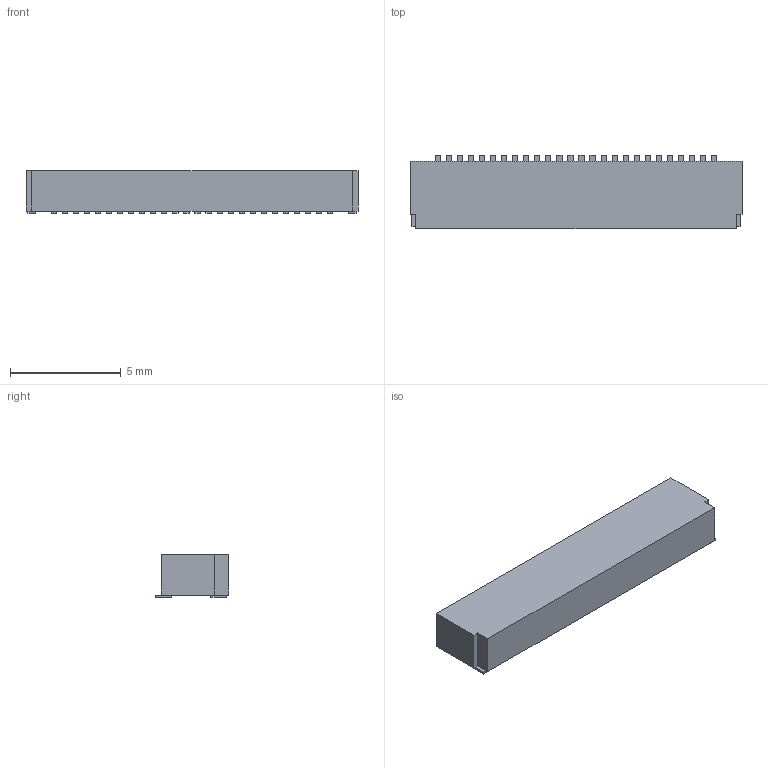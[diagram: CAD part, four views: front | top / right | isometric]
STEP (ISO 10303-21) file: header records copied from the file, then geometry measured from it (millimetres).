
FILE_DESCRIPTION(('FreeCAD Model'),'2;1');
FILE_NAME('19206630.1.3.stp','2025-08-09T07:55:07',( 'Author'),(''),'Open CASCADE STEP processor 6.9','FreeCAD','Unknown' );
FILE_SCHEMA(('AUTOMOTIVE_DESIGN { 1 0 10303 214 1 1 1 1 }'));
Length unit declared in the file: millimetre
Products named in the file (3): ASSEMBLY; Body; Pins
Assembly tree (2 placements, depth 2):
  ASSEMBLY
    Body
    Pins
Bounding box: 15 x 3.32 x 1.92 mm (x, y, z)
Volume: 83.2 mm3; surface area: 172.2 mm2
Topology: 29 solids, 29 shells, 179 faces, 363 edges, 242 vertices
Faces by surface type: plane 179
Entity records: 9551 total; most frequent: CARTESIAN_POINT 1513, DIRECTION 1453, LINE 1089, VECTOR 1089, ORIENTED_EDGE 726, PCURVE 726, DEFINITIONAL_REPRESENTATION 726, EDGE_CURVE 363
